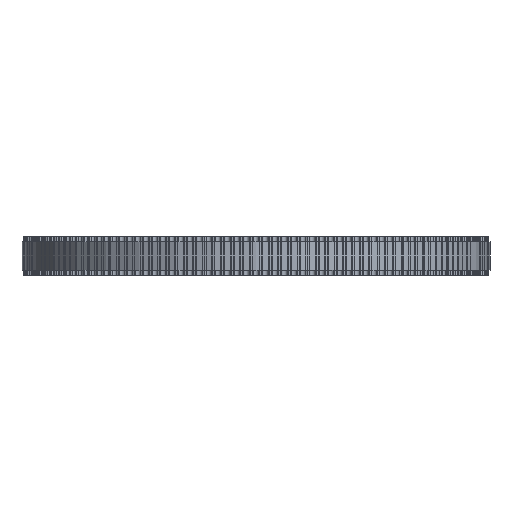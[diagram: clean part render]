
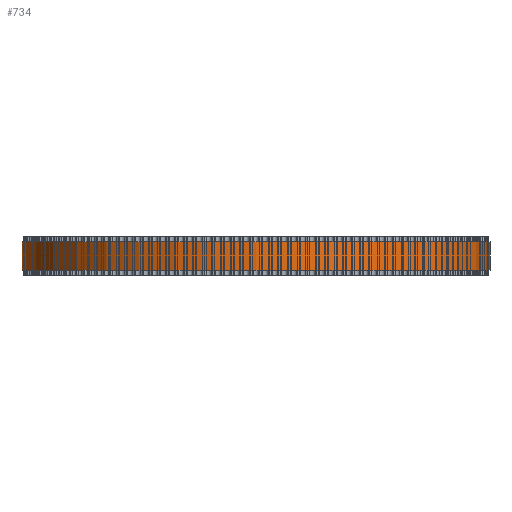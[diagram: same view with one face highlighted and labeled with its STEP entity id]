
A CAD part, front view. The second image highlights one B-rep face of the part: STEP entity #734.
In plain terms, the highlighted cylindrical face has radius 48.701 mm (diameter 97.403 mm), a full revolution.
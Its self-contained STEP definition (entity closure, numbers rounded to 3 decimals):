
#97=FACE_BOUND('',#2576,.T.);
#98=FACE_BOUND('',#2577,.T.);
#734=ADVANCED_FACE('',(#97,#98),#1347,.T.);
#1347=CYLINDRICAL_SURFACE('',#13607,48.701);
#2576=EDGE_LOOP('',(#7474));
#2577=EDGE_LOOP('',(#7475));
#7474=ORIENTED_EDGE('',*,*,#10538,.T.);
#7475=ORIENTED_EDGE('',*,*,#10539,.T.);
#8700=VERTEX_POINT('',#21580);
#8701=VERTEX_POINT('',#21582);
#10538=EDGE_CURVE('',#8700,#8700,#11764,.T.);
#10539=EDGE_CURVE('',#8701,#8701,#11765,.T.);
#11764=CIRCLE('',#13605,48.701);
#11765=CIRCLE('',#13606,48.701);
#13605=AXIS2_PLACEMENT_3D('',#21579,#17898,#17899);
#13606=AXIS2_PLACEMENT_3D('',#21581,#17900,#17901);
#13607=AXIS2_PLACEMENT_3D('',#21583,#17902,#17903);
#17898=DIRECTION('',(0.,0.,1.));
#17899=DIRECTION('',(1.,0.,0.));
#17900=DIRECTION('',(0.,0.,-1.));
#17901=DIRECTION('',(1.,0.,0.));
#17902=DIRECTION('',(0.,0.,1.));
#17903=DIRECTION('',(1.,0.,0.));
#21579=CARTESIAN_POINT('',(0.,0.,1.));
#21580=CARTESIAN_POINT('',(48.701,0.,1.));
#21581=CARTESIAN_POINT('',(0.,0.,7.));
#21582=CARTESIAN_POINT('',(48.701,0.,7.));
#21583=CARTESIAN_POINT('',(0.,0.,1.));
